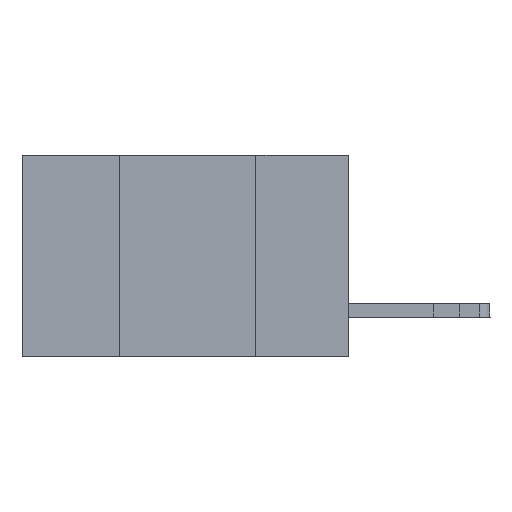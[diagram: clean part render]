
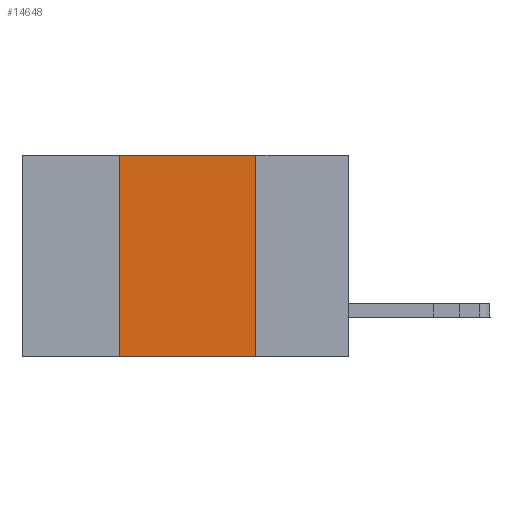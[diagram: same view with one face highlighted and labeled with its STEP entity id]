
A CAD part, left-side view. The second image highlights one B-rep face of the part: STEP entity #14648.
In plain terms, the highlighted planar face has unit normal (-1, 0, 0).
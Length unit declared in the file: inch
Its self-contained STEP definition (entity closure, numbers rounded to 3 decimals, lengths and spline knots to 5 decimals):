
#692 = EDGE_CURVE ( 'NONE', #10112, #6905, #2953, .T. ) ;
#1876 = LINE ( 'NONE', #7787, #14654 ) ;
#2345 = CARTESIAN_POINT ( 'NONE',  ( 0., 0.42, 0. ) ) ;
#2953 = LINE ( 'NONE', #4898, #10944 ) ;
#3834 = CARTESIAN_POINT ( 'NONE',  ( 0., 0.17, 0. ) ) ;
#4460 = EDGE_CURVE ( 'NONE', #10112, #15205, #16911, .T. ) ;
#4524 = AXIS2_PLACEMENT_3D ( 'NONE', #11723, #11583, #6513 ) ;
#4551 = ORIENTED_EDGE ( 'NONE', *, *, #692, .F. ) ;
#4898 = CARTESIAN_POINT ( 'NONE',  ( 0., 0.42, 0. ) ) ;
#6035 = VERTEX_POINT ( 'NONE', #3834 ) ;
#6300 = DIRECTION ( 'NONE',  ( 0., -1., 0. ) ) ;
#6322 = EDGE_CURVE ( 'NONE', #6905, #6035, #1876, .T. ) ;
#6513 = DIRECTION ( 'NONE',  ( 0., 0., -1. ) ) ;
#6905 = VERTEX_POINT ( 'NONE', #2345 ) ;
#6926 = CARTESIAN_POINT ( 'NONE',  ( 0., 0.17, -0.37 ) ) ;
#6965 = DIRECTION ( 'NONE',  ( 0., 0., 1. ) ) ;
#7787 = CARTESIAN_POINT ( 'NONE',  ( 0., 0.6, 0. ) ) ;
#8159 = PLANE ( 'NONE',  #4524 ) ;
#8801 = CARTESIAN_POINT ( 'NONE',  ( 0., 0.17, 0. ) ) ;
#8894 = VECTOR ( 'NONE', #17238, 39.37008 ) ;
#9868 = CARTESIAN_POINT ( 'NONE',  ( 0., 0.42, -0.37 ) ) ;
#10060 = FACE_OUTER_BOUND ( 'NONE', #18753, .T. ) ;
#10112 = VERTEX_POINT ( 'NONE', #9868 ) ;
#10575 = DIRECTION ( 'NONE',  ( 0., 0., -1. ) ) ;
#10944 = VECTOR ( 'NONE', #6965, 39.37008 ) ;
#11583 = DIRECTION ( 'NONE',  ( 1., 0., 0. ) ) ;
#11723 = CARTESIAN_POINT ( 'NONE',  ( 0., 0.6, 0. ) ) ;
#13145 = ORIENTED_EDGE ( 'NONE', *, *, #20786, .F. ) ;
#13588 = VECTOR ( 'NONE', #10575, 39.37008 ) ;
#14648 = ADVANCED_FACE ( 'NONE', ( #10060 ), #8159, .F. ) ;
#14654 = VECTOR ( 'NONE', #6300, 39.37008 ) ;
#15192 = ORIENTED_EDGE ( 'NONE', *, *, #4460, .T. ) ;
#15205 = VERTEX_POINT ( 'NONE', #6926 ) ;
#16911 = LINE ( 'NONE', #20580, #8894 ) ;
#17083 = LINE ( 'NONE', #8801, #13588 ) ;
#17238 = DIRECTION ( 'NONE',  ( 0., -1., 0. ) ) ;
#17808 = ORIENTED_EDGE ( 'NONE', *, *, #6322, .F. ) ;
#18753 = EDGE_LOOP ( 'NONE', ( #13145, #17808, #4551, #15192 ) ) ;
#20580 = CARTESIAN_POINT ( 'NONE',  ( 0., 0.6, -0.37 ) ) ;
#20786 = EDGE_CURVE ( 'NONE', #6035, #15205, #17083, .T. ) ;
